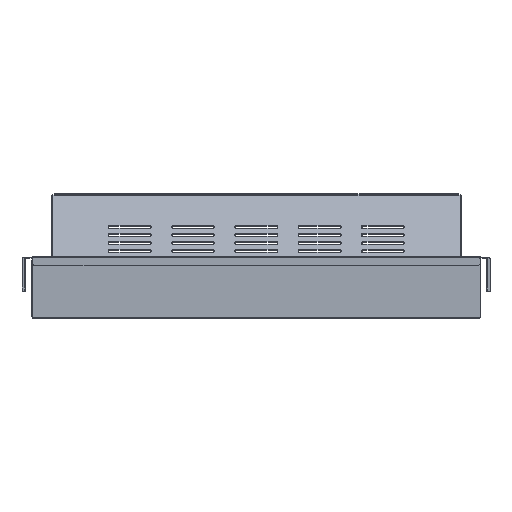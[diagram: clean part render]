
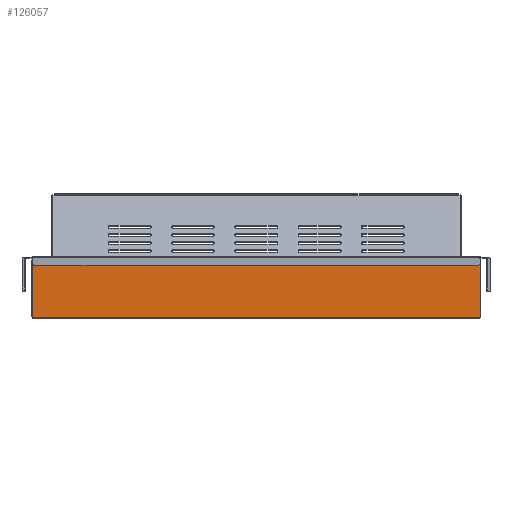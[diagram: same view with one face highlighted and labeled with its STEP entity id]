
A CAD part, left-side view. The second image highlights one B-rep face of the part: STEP entity #126057.
In plain terms, the highlighted face is planar.
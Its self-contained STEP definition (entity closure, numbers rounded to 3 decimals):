
#125648=CARTESIAN_POINT('',(413.5,0.,53.5));
#125649=DIRECTION('',(0.,-1.,0.));
#125650=DIRECTION('',(1.,0.,0.));
#125651=AXIS2_PLACEMENT_3D('',#125648,#125649,#125650);
#125653=DIRECTION('',(0.,0.,1.));
#125654=VECTOR('',#125653,107.);
#125655=CARTESIAN_POINT('',(415.5,0.,-53.5));
#125656=LINE('',#125655,#125654);
#125657=CARTESIAN_POINT('',(413.5,0.,-53.5));
#125658=DIRECTION('',(0.,-1.,0.));
#125659=DIRECTION('',(0.,0.,-1.));
#125660=AXIS2_PLACEMENT_3D('',#125657,#125658,#125659);
#125662=DIRECTION('',(1.,0.,0.));
#125663=VECTOR('',#125662,827.);
#125664=CARTESIAN_POINT('',(-413.5,0.,-55.5));
#125665=LINE('',#125664,#125663);
#125666=CARTESIAN_POINT('',(-413.5,0.,-53.5));
#125667=DIRECTION('',(0.,-1.,0.));
#125668=DIRECTION('',(-1.,0.,0.));
#125669=AXIS2_PLACEMENT_3D('',#125666,#125667,#125668);
#125671=DIRECTION('',(0.,0.,-1.));
#125672=VECTOR('',#125671,107.);
#125673=CARTESIAN_POINT('',(-415.5,0.,53.5));
#125674=LINE('',#125673,#125672);
#125675=CARTESIAN_POINT('',(-413.5,0.,53.5));
#125676=DIRECTION('',(0.,-1.,0.));
#125677=DIRECTION('',(0.,0.,1.));
#125678=AXIS2_PLACEMENT_3D('',#125675,#125676,#125677);
#125680=DIRECTION('',(-1.,0.,0.));
#125681=VECTOR('',#125680,827.);
#125682=CARTESIAN_POINT('',(413.5,0.,55.5));
#125683=LINE('',#125682,#125681);
#125986=CARTESIAN_POINT('',(415.5,0.,53.5));
#125987=CARTESIAN_POINT('',(413.5,0.,55.5));
#125988=VERTEX_POINT('',#125986);
#125989=VERTEX_POINT('',#125987);
#125994=CARTESIAN_POINT('',(-413.5,0.,55.5));
#125995=VERTEX_POINT('',#125994);
#125998=CARTESIAN_POINT('',(-415.5,0.,53.5));
#125999=VERTEX_POINT('',#125998);
#126002=CARTESIAN_POINT('',(-415.5,0.,-53.5));
#126003=VERTEX_POINT('',#126002);
#126006=CARTESIAN_POINT('',(-413.5,0.,-55.5));
#126007=VERTEX_POINT('',#126006);
#126010=CARTESIAN_POINT('',(413.5,0.,-55.5));
#126011=VERTEX_POINT('',#126010);
#126014=CARTESIAN_POINT('',(415.5,0.,-53.5));
#126015=VERTEX_POINT('',#126014);
#126034=CARTESIAN_POINT('',(0.,0.,0.));
#126035=DIRECTION('',(0.,1.,0.));
#126036=DIRECTION('',(1.,0.,0.));
#126037=AXIS2_PLACEMENT_3D('',#126034,#126035,#126036);
#126038=PLANE('',#126037);
#126040=ORIENTED_EDGE('',*,*,#126039,.F.);
#126042=ORIENTED_EDGE('',*,*,#126041,.F.);
#126044=ORIENTED_EDGE('',*,*,#126043,.F.);
#126046=ORIENTED_EDGE('',*,*,#126045,.F.);
#126048=ORIENTED_EDGE('',*,*,#126047,.F.);
#126050=ORIENTED_EDGE('',*,*,#126049,.F.);
#126052=ORIENTED_EDGE('',*,*,#126051,.F.);
#126054=ORIENTED_EDGE('',*,*,#126053,.F.);
#126055=EDGE_LOOP('',(#126040,#126042,#126044,#126046,#126048,#126050,#126052,
#126054));
#126056=FACE_OUTER_BOUND('',#126055,.F.);
#125652=CIRCLE('',#125651,2.);
#125661=CIRCLE('',#125660,2.);
#125670=CIRCLE('',#125669,2.);
#125679=CIRCLE('',#125678,2.);
#126039=EDGE_CURVE('',#125988,#125989,#125652,.T.);
#126041=EDGE_CURVE('',#126015,#125988,#125656,.T.);
#126043=EDGE_CURVE('',#126011,#126015,#125661,.T.);
#126045=EDGE_CURVE('',#126007,#126011,#125665,.T.);
#126047=EDGE_CURVE('',#126003,#126007,#125670,.T.);
#126049=EDGE_CURVE('',#125999,#126003,#125674,.T.);
#126051=EDGE_CURVE('',#125995,#125999,#125679,.T.);
#126053=EDGE_CURVE('',#125989,#125995,#125683,.T.);
#126057=ADVANCED_FACE('',(#126056),#126038,.F.);
